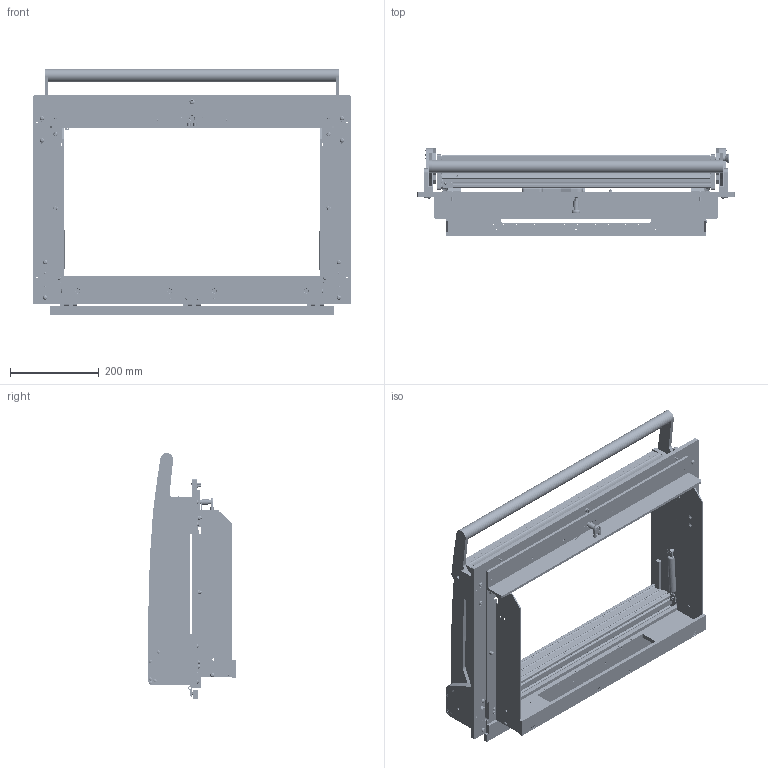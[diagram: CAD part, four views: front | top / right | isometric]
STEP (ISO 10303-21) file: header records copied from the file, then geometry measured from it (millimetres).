
FILE_DESCRIPTION (( 'STEP AP214' ), '1' );
FILE_NAME ('INGUN_38440.STEP', '2023-03-08T13:23:35', ( '' ), ( '' ), 'SwSTEP 2.0', 'SolidWorks 2021', '' );
FILE_SCHEMA (( 'AUTOMOTIVE_DESIGN' ));
Length unit declared in the file: millimetre
Products named in the file (76): 40324~2_S; 37972~6_S; 31446~15_KUNDE<S>; 30915~0; 112086~2_S; 53734~1_KUNDE<S>; DIN7991~n_M03,0x016 VA; 114566~0_S; ISO7380~n_M03,0x005; 109953~0_KUNDE<S>; DIN985-A2~n_M05,0; 109955~0_KUNDE<S>; 32587~6_S; 40333~2_S; 55712~0_KUNDE<S>; K_02038~0; DIN6325~n_04,0m6x016; DIN6325~n_03,0m6x010; 39893~3_KUNDE<S>; 35469~1; DIN6325~n_04,0m6x014; 40323~10; 34328~1_S; 31109~0; 37967~1; DIN7991~n_M05,0x016; 32724~1; 57801~2_S; 37971~8_S; DIN7991~n_M05,0x025; 35097~0; DIN125~n_04,3 M04,0; 109945~0_KUNDE<S>; 2281~0; 40512~8_KUNDE<S>; 3521~0_Spring Pin ISO 8752 - 3 x 16 - St; INGUN_38440; 112087~1_S; 30955~0_S; 2281~0_180ø<Standard> ...
Assembly tree (177 placements, depth 5):
  INGUN_38440
    109830~1_S
      40323~10
      40324~2_S
      37971~8_S
      37972~6_S
      2281~0_180ø<Standard>  x3
        2281~0
      40333~2_S
      53031~0_S
      35649~1_S
      35651~1_S
      31253~0_S
      30955~0_S
      30915~0
      ASR~asr_拱04,2x07x拌8  x2
      2528~0  x2
      31109~0
      114566~0_S  x2
        112087~1_S
          111995~1_S
          112086~2_S
          DIN125~n_05,3 M05,0 Fase
        49317~0
        DIN912~n_M04,0x016
        DIN125~n_04,3 M04,0
        DIN125~n_06,4 M06,0 Fase
      40325~1_S
      40326~1_S
      40332~0_S
      DIN7991~n_M05,0x025  x6
      DIN7991~n_M05,0x016  x14
      DIN7991~n_M05,0x020  x8
      DIN125~n_05,3 M05,0 Fase  x4
      DIN985-A2~n_M05,0  x4
      DIN6325~n_04,0m6x024
      DIN6325~n_04,0m6x016  x3
      DIN7991~n_M03,0x016 VA  x2
      DIN912~n_M04,0x012
      DIN6325~n_02,0m6x020
      ISO7380~n_M05,0x008  x2
      DIN6325~n_03,0m6x010  x4
    109952~0_KUNDE<S>
      53734~1_KUNDE<S>
    109953~0_KUNDE<S>
      53734~1_KUNDE<S>
    109945~0_KUNDE<S>
      31444~14_KUNDE<S>
      31446~15_KUNDE<S>
      34328~1_S  x2
      40328~0_mit Zentrierstifen <S>
      40329~0_S
      32587~6_S
      35097~0
      40327~1
      35151~0_S
      32724~1
      3521~0_Spring Pin ISO 8752 - 3 x 16 - St  x5
      32578~1_S  x2
      ISO7380~n_M03,0x005  x2
Bounding box: 716 x 198 x 554.94 mm (x, y, z)
Volume: 5120801.2 mm3; surface area: 2210816.7 mm2
Topology: 180 solids, 180 shells, 4246 faces, 10639 edges, 6753 vertices
Faces by surface type: cylinder 1746, plane 1609, cone 661, bspline 93, torus 69, sphere 68
Entity records: 80261 total; most frequent: CARTESIAN_POINT 14070, DIRECTION 13417, ORIENTED_EDGE 11902, EDGE_CURVE 5951, AXIS2_PLACEMENT_3D 5115, VERTEX_POINT 3841, LINE 3187, VECTOR 3187
